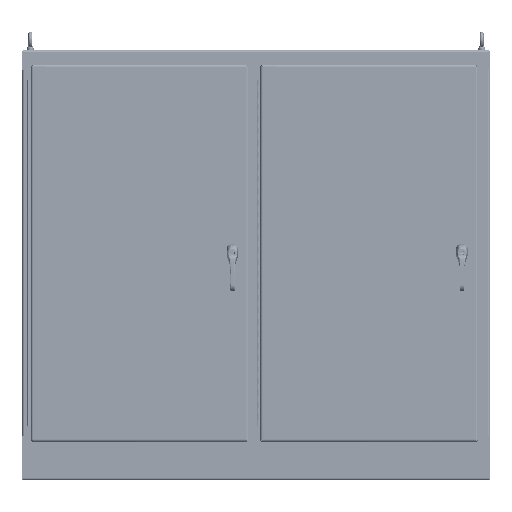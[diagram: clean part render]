
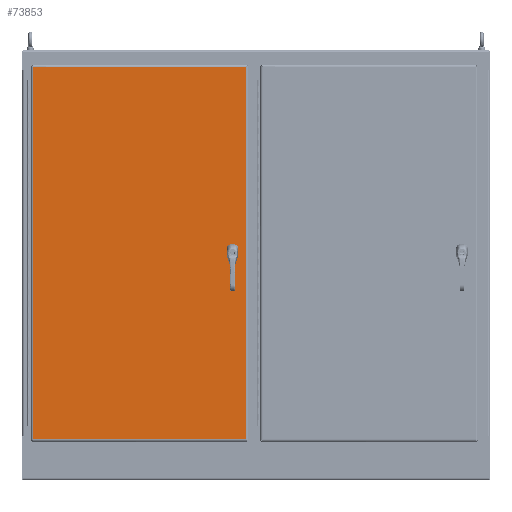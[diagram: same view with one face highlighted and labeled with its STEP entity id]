
A CAD part, top view. The second image highlights one B-rep face of the part: STEP entity #73853.
In plain terms, the highlighted planar face has unit normal (0, 0, 1).
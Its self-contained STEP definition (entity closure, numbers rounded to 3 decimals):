
#3515=FACE_BOUND('',#12354,.T.);
#3516=FACE_BOUND('',#12355,.T.);
#3517=FACE_BOUND('',#12356,.T.);
#3518=FACE_BOUND('',#12357,.T.);
#4939=PLANE('',#79501);
#7437=FACE_OUTER_BOUND('',#12353,.T.);
#12353=EDGE_LOOP('',(#54297,#54298,#54299,#54300));
#12354=EDGE_LOOP('',(#54301,#54302,#54303,#54304,#54305,#54306,#54307,#54308));
#12355=EDGE_LOOP('',(#54309));
#12356=EDGE_LOOP('',(#54310));
#12357=EDGE_LOOP('',(#54311));
#17202=CIRCLE('',#79447,0.453);
#17204=CIRCLE('',#79451,0.453);
#17206=CIRCLE('',#79455,0.453);
#17208=CIRCLE('',#79459,0.453);
#17210=CIRCLE('',#79462,0.14);
#17212=CIRCLE('',#79465,0.14);
#17214=CIRCLE('',#79468,0.14);
#21767=LINE('',#119992,#27362);
#21771=LINE('',#120004,#27366);
#21775=LINE('',#120016,#27370);
#21779=LINE('',#120028,#27374);
#21799=LINE('',#120099,#27394);
#21815=LINE('',#120221,#27410);
#21829=LINE('',#120338,#27424);
#21840=LINE('',#120449,#27435);
#27362=VECTOR('',#91556,0.427);
#27366=VECTOR('',#91568,0.427);
#27370=VECTOR('',#91580,0.427);
#27374=VECTOR('',#91592,0.427);
#27394=VECTOR('',#91648,62.482);
#27410=VECTOR('',#91678,35.732);
#27424=VECTOR('',#91706,62.482);
#27435=VECTOR('',#91729,35.732);
#33211=VERTEX_POINT('',#119989);
#33212=VERTEX_POINT('',#119991);
#33214=VERTEX_POINT('',#119997);
#33216=VERTEX_POINT('',#120003);
#33218=VERTEX_POINT('',#120009);
#33220=VERTEX_POINT('',#120015);
#33222=VERTEX_POINT('',#120021);
#33224=VERTEX_POINT('',#120027);
#33226=VERTEX_POINT('',#120036);
#33228=VERTEX_POINT('',#120041);
#33230=VERTEX_POINT('',#120046);
#33246=VERTEX_POINT('',#120087);
#33247=VERTEX_POINT('',#120098);
#33258=VERTEX_POINT('',#120210);
#33266=VERTEX_POINT('',#120327);
#40822=EDGE_CURVE('',#33212,#33211,#21767,.T.);
#40825=EDGE_CURVE('',#33214,#33212,#17202,.T.);
#40828=EDGE_CURVE('',#33216,#33214,#21771,.T.);
#40831=EDGE_CURVE('',#33218,#33216,#17204,.T.);
#40834=EDGE_CURVE('',#33220,#33218,#21775,.T.);
#40837=EDGE_CURVE('',#33222,#33220,#17206,.T.);
#40840=EDGE_CURVE('',#33224,#33222,#21779,.T.);
#40843=EDGE_CURVE('',#33211,#33224,#17208,.T.);
#40845=EDGE_CURVE('',#33226,#33226,#17210,.T.);
#40847=EDGE_CURVE('',#33228,#33228,#17212,.T.);
#40849=EDGE_CURVE('',#33230,#33230,#17214,.T.);
#40869=EDGE_CURVE('',#33247,#33246,#21799,.T.);
#40889=EDGE_CURVE('',#33246,#33258,#21815,.T.);
#40907=EDGE_CURVE('',#33258,#33266,#21829,.T.);
#40922=EDGE_CURVE('',#33266,#33247,#21840,.T.);
#54297=ORIENTED_EDGE('',*,*,#40869,.T.);
#54298=ORIENTED_EDGE('',*,*,#40889,.T.);
#54299=ORIENTED_EDGE('',*,*,#40907,.T.);
#54300=ORIENTED_EDGE('',*,*,#40922,.T.);
#54301=ORIENTED_EDGE('',*,*,#40822,.T.);
#54302=ORIENTED_EDGE('',*,*,#40843,.T.);
#54303=ORIENTED_EDGE('',*,*,#40840,.T.);
#54304=ORIENTED_EDGE('',*,*,#40837,.T.);
#54305=ORIENTED_EDGE('',*,*,#40834,.T.);
#54306=ORIENTED_EDGE('',*,*,#40831,.T.);
#54307=ORIENTED_EDGE('',*,*,#40828,.T.);
#54308=ORIENTED_EDGE('',*,*,#40825,.T.);
#54309=ORIENTED_EDGE('',*,*,#40845,.T.);
#54310=ORIENTED_EDGE('',*,*,#40847,.T.);
#54311=ORIENTED_EDGE('',*,*,#40849,.T.);
#73853=ADVANCED_FACE('',(#7437,#3515,#3516,#3517,#3518),#4939,.T.);
#79447=AXIS2_PLACEMENT_3D('',#119998,#91562,#91563);
#79451=AXIS2_PLACEMENT_3D('',#120010,#91574,#91575);
#79455=AXIS2_PLACEMENT_3D('',#120022,#91586,#91587);
#79459=AXIS2_PLACEMENT_3D('',#120032,#91598,#91599);
#79462=AXIS2_PLACEMENT_3D('',#120037,#91604,#91605);
#79465=AXIS2_PLACEMENT_3D('',#120042,#91610,#91611);
#79468=AXIS2_PLACEMENT_3D('',#120047,#91616,#91617);
#79501=AXIS2_PLACEMENT_3D('',#120552,#91754,#91755);
#91556=DIRECTION('',(0.,1.,0.));
#91562=DIRECTION('center_axis',(0.,0.,-1.));
#91563=DIRECTION('ref_axis',(-0.882,-0.471,0.));
#91568=DIRECTION('',(-1.,0.,0.));
#91574=DIRECTION('center_axis',(0.,0.,-1.));
#91575=DIRECTION('ref_axis',(0.471,-0.882,0.));
#91580=DIRECTION('',(0.,-1.,0.));
#91586=DIRECTION('center_axis',(0.,0.,-1.));
#91587=DIRECTION('ref_axis',(0.882,0.471,0.));
#91592=DIRECTION('',(1.,0.,0.));
#91598=DIRECTION('center_axis',(0.,0.,-1.));
#91599=DIRECTION('ref_axis',(-0.471,0.882,0.));
#91604=DIRECTION('center_axis',(0.,0.,-1.));
#91605=DIRECTION('ref_axis',(-1.,0.,0.));
#91610=DIRECTION('center_axis',(0.,0.,-1.));
#91611=DIRECTION('ref_axis',(-1.,0.,0.));
#91616=DIRECTION('center_axis',(0.,0.,-1.));
#91617=DIRECTION('ref_axis',(-1.,0.,0.));
#91648=DIRECTION('',(0.,1.,0.));
#91678=DIRECTION('',(-1.,0.,0.));
#91706=DIRECTION('',(0.,-1.,0.));
#91729=DIRECTION('',(1.,0.,0.));
#91754=DIRECTION('center_axis',(0.,0.,1.));
#91755=DIRECTION('ref_axis',(1.,0.,0.));
#119989=CARTESIAN_POINT('',(15.163,0.214,0.134));
#119991=CARTESIAN_POINT('',(15.163,-0.214,0.134));
#119992=CARTESIAN_POINT('',(15.163,0.107,0.134));
#119997=CARTESIAN_POINT('',(15.349,-0.399,0.134));
#119998=CARTESIAN_POINT('Origin',(15.563,0.,
0.134));
#120003=CARTESIAN_POINT('',(15.776,-0.399,0.134));
#120004=CARTESIAN_POINT('',(7.674,-0.4,0.134));
#120009=CARTESIAN_POINT('',(15.962,-0.214,0.134));
#120010=CARTESIAN_POINT('Origin',(15.563,0.,0.134));
#120015=CARTESIAN_POINT('',(15.962,0.214,0.134));
#120016=CARTESIAN_POINT('',(15.962,-0.107,0.134));
#120021=CARTESIAN_POINT('',(15.776,0.4,0.134));
#120022=CARTESIAN_POINT('Origin',(15.563,0.,0.134));
#120027=CARTESIAN_POINT('',(15.349,0.4,0.134));
#120028=CARTESIAN_POINT('',(7.888,0.399,0.134));
#120032=CARTESIAN_POINT('Origin',(15.563,0.,0.134));
#120036=CARTESIAN_POINT('',(15.703,0.885,0.134));
#120037=CARTESIAN_POINT('Origin',(15.563,0.885,0.134));
#120041=CARTESIAN_POINT('',(15.703,-0.886,0.134));
#120042=CARTESIAN_POINT('Origin',(15.563,-0.886,0.134));
#120046=CARTESIAN_POINT('',(15.703,-1.378,0.134));
#120047=CARTESIAN_POINT('Origin',(15.563,-1.378,0.134));
#120087=CARTESIAN_POINT('',(17.866,31.241,0.134));
#120098=CARTESIAN_POINT('',(17.866,-31.241,0.134));
#120099=CARTESIAN_POINT('',(17.866,-15.621,0.134));
#120210=CARTESIAN_POINT('',(-17.866,31.241,0.134));
#120221=CARTESIAN_POINT('',(8.933,31.241,0.134));
#120327=CARTESIAN_POINT('',(-17.866,-31.241,0.134));
#120338=CARTESIAN_POINT('',(-17.866,15.621,0.134));
#120449=CARTESIAN_POINT('',(-8.933,-31.241,0.134));
#120552=CARTESIAN_POINT('Origin',(0.,0.,
0.134));
